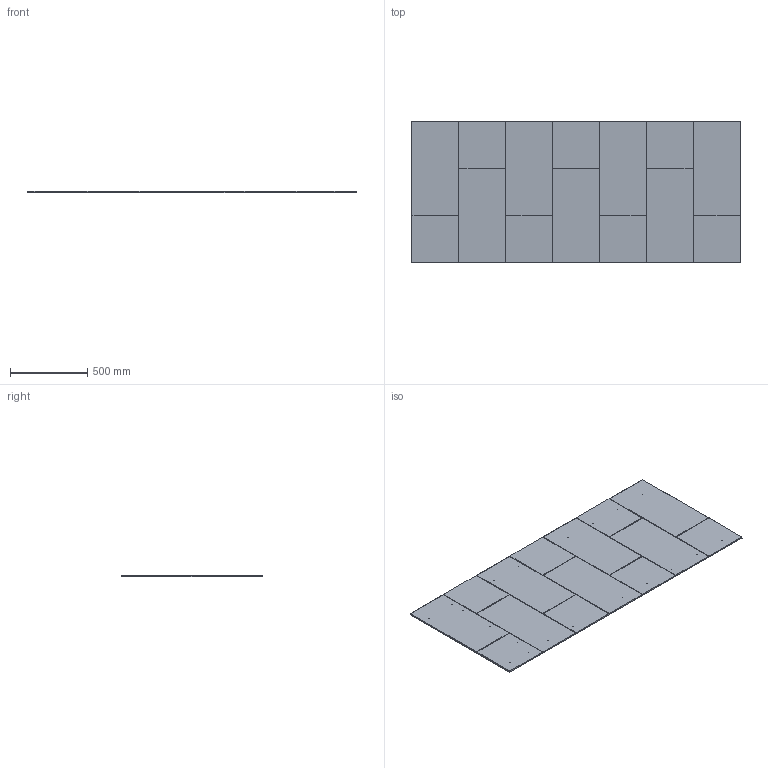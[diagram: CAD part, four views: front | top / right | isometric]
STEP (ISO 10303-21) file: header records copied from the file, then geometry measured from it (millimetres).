
FILE_DESCRIPTION (( 'STEP AP203' ), '1' );
FILE_NAME ('TSMK8436.STEP', '2022-09-07T12:25:24', ( '' ), ( '' ), 'SwSTEP 2.0', 'SolidWorks 2020', '' );
FILE_SCHEMA (( 'CONFIG_CONTROL_DESIGN' ));
Length unit declared in the file: millimetre
Products named in the file (1): TSMK8436
Bounding box: 2133.6 x 914.4 x 9.53 mm (x, y, z)
Volume: 18543417.6 mm3; surface area: 3964670.8 mm2
Topology: 1 solids, 1 shells, 500 faces, 1236 edges, 766 vertices
Faces by surface type: plane 190, cylinder 155, bspline 83, torus 52, sphere 16, cone 4
Entity records: 23157 total; most frequent: CARTESIAN_POINT 12242, ORIENTED_EDGE 2470, DIRECTION 1873, EDGE_CURVE 1235, VERTEX_POINT 766, AXIS2_PLACEMENT_3D 674, EDGE_LOOP 529, VECTOR 525
